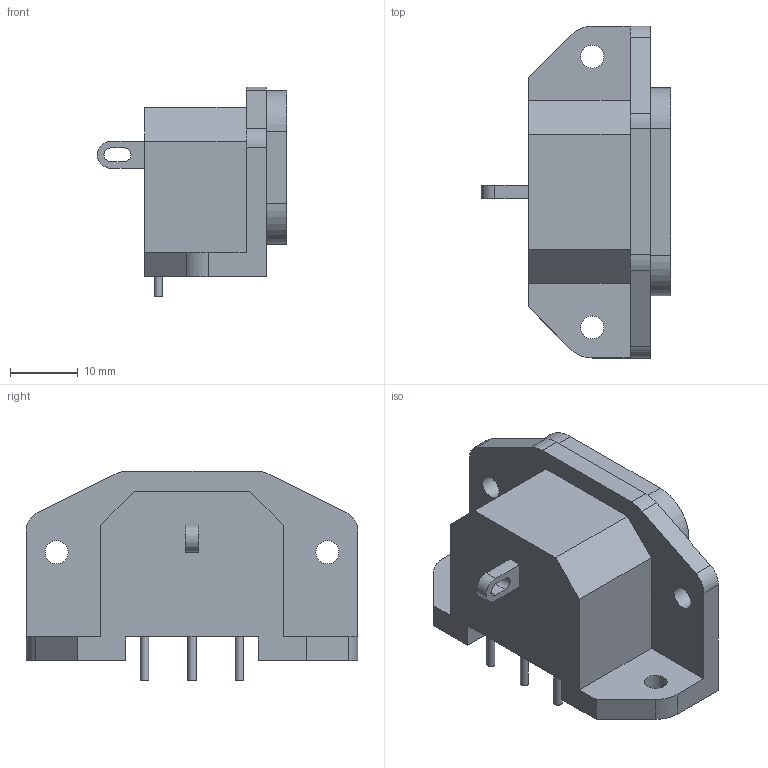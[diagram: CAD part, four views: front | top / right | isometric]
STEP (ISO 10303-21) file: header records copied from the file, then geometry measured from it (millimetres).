
FILE_DESCRIPTION(('STEP AP203'), '1');
FILE_NAME('AS-205', '', ('UNSPECIFIED'), ('UNSPECIFIED'), 'ASCON STEP Converter 1.6', 'ASCON Math Kernel', '');
FILE_SCHEMA(('CONFIG_CONTROL_DESIGN'));
Length unit declared in the file: millimetre
Bounding box: 28 x 49 x 31 mm (x, y, z)
Volume: 9505.3 mm3; surface area: 7111.6 mm2
Topology: 1 solids, 1 shells, 92 faces, 231 edges, 150 vertices
Faces by surface type: plane 70, cylinder 22
Full cylindrical faces by diameter (mm): 1.2 x3, 3.4 x4
Entity records: 3488 total; most frequent: CARTESIAN_POINT 467, DIRECTION 454, ORIENTED_EDGE 448, EDGE_CURVE 224, LINE 180, VECTOR 180, VERTEX_POINT 150, AXIS2_PLACEMENT_3D 137
